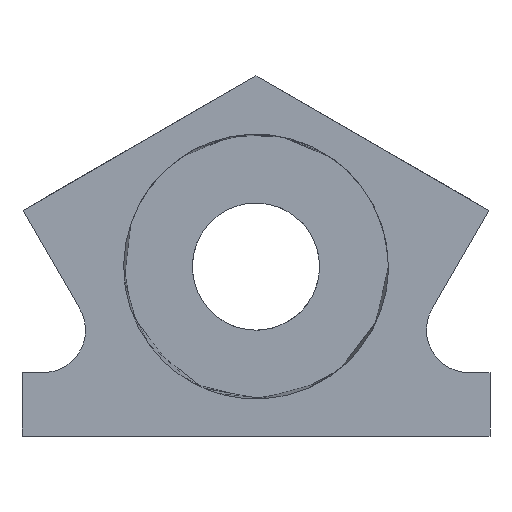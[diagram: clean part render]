
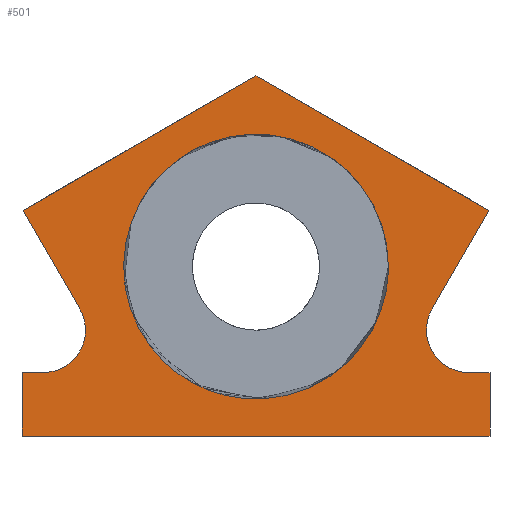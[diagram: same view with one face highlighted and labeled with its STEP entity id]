
A CAD part, front view. The second image highlights one B-rep face of the part: STEP entity #501.
In plain terms, the highlighted free-form (B-spline) face has degree [1, 1] with [2, 2] control points.
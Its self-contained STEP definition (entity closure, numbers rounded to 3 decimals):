
#31 = VERTEX_POINT('',#32);
#32 = CARTESIAN_POINT('',(-13.291,-18.049,
    -9.626));
#37 = EDGE_CURVE('',#38,#31,#40,.T.);
#38 = VERTEX_POINT('',#39);
#39 = CARTESIAN_POINT('',(-13.291,-18.049,-6.016
    ));
#40 = B_SPLINE_CURVE_WITH_KNOTS('',1,(#41,#42),.UNSPECIFIED.,.F.,.F.,(2,
    2),(0.,3.),.PIECEWISE_BEZIER_KNOTS.);
#41 = CARTESIAN_POINT('',(-13.291,-18.049,-6.016
    ));
#42 = CARTESIAN_POINT('',(-13.291,-18.049,
    -9.626));
#93 = VERTEX_POINT('',#94);
#94 = CARTESIAN_POINT('',(13.291,-18.049,
    -9.626));
#99 = EDGE_CURVE('',#31,#93,#100,.T.);
#100 = B_SPLINE_CURVE_WITH_KNOTS('',1,(#101,#102),.UNSPECIFIED.,.F.,.F.,
  (2,2),(0.,22.092),.PIECEWISE_BEZIER_KNOTS.);
#101 = CARTESIAN_POINT('',(-13.291,-18.049,
    -9.626));
#102 = CARTESIAN_POINT('',(13.291,-18.049,
    -9.626));
#121 = VERTEX_POINT('',#122);
#122 = CARTESIAN_POINT('',(13.291,-18.049,
    -6.016));
#127 = EDGE_CURVE('',#93,#121,#128,.T.);
#128 = B_SPLINE_CURVE_WITH_KNOTS('',1,(#129,#130),.UNSPECIFIED.,.F.,.F.,
  (2,2),(0.,3.),.PIECEWISE_BEZIER_KNOTS.);
#129 = CARTESIAN_POINT('',(13.291,-18.049,
    -9.626));
#130 = CARTESIAN_POINT('',(13.291,-18.049,
    -6.016));
#149 = VERTEX_POINT('',#150);
#150 = CARTESIAN_POINT('',(12.088,-18.049,
    -6.016));
#155 = EDGE_CURVE('',#121,#149,#156,.T.);
#156 = B_SPLINE_CURVE_WITH_KNOTS('',1,(#157,#158),.UNSPECIFIED.,.F.,.F.,
  (2,2),(0.,1.),.PIECEWISE_BEZIER_KNOTS.);
#157 = CARTESIAN_POINT('',(13.291,-18.049,
    -6.016));
#158 = CARTESIAN_POINT('',(12.088,-18.049,
    -6.016));
#170 = EDGE_CURVE('',#149,#171,#173,.T.);
#171 = VERTEX_POINT('',#172);
#172 = CARTESIAN_POINT('',(10.004,-18.049,
    -2.406));
#173 = ( BOUNDED_CURVE() B_SPLINE_CURVE(2,(#174,#175,#176),
.UNSPECIFIED.,.F.,.F.) B_SPLINE_CURVE_WITH_KNOTS((3,3),(1.571,
3.665),.PIECEWISE_BEZIER_KNOTS.) CURVE() 
GEOMETRIC_REPRESENTATION_ITEM() RATIONAL_B_SPLINE_CURVE((1.,0.5,1.)) 
REPRESENTATION_ITEM('') );
#174 = CARTESIAN_POINT('',(12.088,-18.049,
    -6.016));
#175 = CARTESIAN_POINT('',(7.919,-18.049,-6.016)
  );
#176 = CARTESIAN_POINT('',(10.004,-18.049,
    -2.406));
#209 = VERTEX_POINT('',#210);
#210 = CARTESIAN_POINT('',(13.234,-18.049,
    3.189));
#215 = EDGE_CURVE('',#171,#209,#216,.T.);
#216 = B_SPLINE_CURVE_WITH_KNOTS('',1,(#217,#218),.UNSPECIFIED.,.F.,.F.,
  (2,2),(0.,5.369),.PIECEWISE_BEZIER_KNOTS.);
#217 = CARTESIAN_POINT('',(10.004,-18.049,
    -2.406));
#218 = CARTESIAN_POINT('',(13.234,-18.049,
    3.189));
#307 = VERTEX_POINT('',#308);
#308 = CARTESIAN_POINT('',(0.,-18.049,
    10.829));
#313 = EDGE_CURVE('',#209,#307,#314,.T.);
#314 = B_SPLINE_CURVE_WITH_KNOTS('',1,(#315,#316),.UNSPECIFIED.,.F.,.F.,
  (2,2),(0.,12.7),.PIECEWISE_BEZIER_KNOTS.);
#315 = CARTESIAN_POINT('',(13.234,-18.049,
    3.189));
#316 = CARTESIAN_POINT('',(0.,-18.049,
    10.829));
#405 = VERTEX_POINT('',#406);
#406 = CARTESIAN_POINT('',(-13.234,-18.049,
    3.189));
#411 = EDGE_CURVE('',#307,#405,#412,.T.);
#412 = B_SPLINE_CURVE_WITH_KNOTS('',1,(#413,#414),.UNSPECIFIED.,.F.,.F.,
  (2,2),(0.,12.7),.PIECEWISE_BEZIER_KNOTS.);
#413 = CARTESIAN_POINT('',(0.,-18.049,
    10.829));
#414 = CARTESIAN_POINT('',(-13.234,-18.049,
    3.189));
#433 = VERTEX_POINT('',#434);
#434 = CARTESIAN_POINT('',(-10.004,-18.049,
    -2.406));
#439 = EDGE_CURVE('',#405,#433,#440,.T.);
#440 = B_SPLINE_CURVE_WITH_KNOTS('',1,(#441,#442),.UNSPECIFIED.,.F.,.F.,
  (2,2),(0.,5.369),.PIECEWISE_BEZIER_KNOTS.);
#441 = CARTESIAN_POINT('',(-13.234,-18.049,
    3.189));
#442 = CARTESIAN_POINT('',(-10.004,-18.049,
    -2.406));
#454 = EDGE_CURVE('',#433,#455,#457,.T.);
#455 = VERTEX_POINT('',#456);
#456 = CARTESIAN_POINT('',(-12.088,-18.049,
    -6.016));
#457 = ( BOUNDED_CURVE() B_SPLINE_CURVE(2,(#458,#459,#460),
.UNSPECIFIED.,.F.,.F.) B_SPLINE_CURVE_WITH_KNOTS((3,3),(2.618,
4.712),.PIECEWISE_BEZIER_KNOTS.) CURVE() 
GEOMETRIC_REPRESENTATION_ITEM() RATIONAL_B_SPLINE_CURVE((1.,0.5,1.)) 
REPRESENTATION_ITEM('') );
#458 = CARTESIAN_POINT('',(-10.004,-18.049,
    -2.406));
#459 = CARTESIAN_POINT('',(-7.919,-18.049,-6.016
    ));
#460 = CARTESIAN_POINT('',(-12.088,-18.049,
    -6.016));
#491 = EDGE_CURVE('',#455,#38,#492,.T.);
#492 = B_SPLINE_CURVE_WITH_KNOTS('',1,(#493,#494),.UNSPECIFIED.,.F.,.F.,
  (2,2),(0.,1.),.PIECEWISE_BEZIER_KNOTS.);
#493 = CARTESIAN_POINT('',(-12.088,-18.049,
    -6.016));
#494 = CARTESIAN_POINT('',(-13.291,-18.049,
    -6.016));
#501 = ADVANCED_FACE('',(#502,#516),#529,.F.);
#502 = FACE_BOUND('',#503,.T.);
#503 = EDGE_LOOP('',(#504));
#504 = ORIENTED_EDGE('',*,*,#505,.F.);
#505 = EDGE_CURVE('',#506,#506,#508,.T.);
#506 = VERTEX_POINT('',#507);
#507 = CARTESIAN_POINT('',(7.52,-18.049,
    0.));
#508 = ( BOUNDED_CURVE() B_SPLINE_CURVE(2,(#509,#510,#511,#512,#513,#514
,#515),.UNSPECIFIED.,.T.,.F.) B_SPLINE_CURVE_WITH_KNOTS((1,2,2,2,2,1),(
    -2.094,0.,2.094,4.189,6.283,
8.378),.UNSPECIFIED.) CURVE() GEOMETRIC_REPRESENTATION_ITEM() 
RATIONAL_B_SPLINE_CURVE((1.,0.5,1.,0.5,1.,0.5,1.)) REPRESENTATION_ITEM(
  '') );
#509 = CARTESIAN_POINT('',(7.52,-18.049,
    0.));
#510 = CARTESIAN_POINT('',(7.52,-18.049,
    13.025));
#511 = CARTESIAN_POINT('',(-3.76,-18.049,
    6.513));
#512 = CARTESIAN_POINT('',(-15.04,-18.049,
    0.));
#513 = CARTESIAN_POINT('',(-3.76,-18.049,
    -6.513));
#514 = CARTESIAN_POINT('',(7.52,-18.049,
    -13.025));
#515 = CARTESIAN_POINT('',(7.52,-18.049,
    0.));
#516 = FACE_BOUND('',#517,.T.);
#517 = EDGE_LOOP('',(#518,#519,#520,#521,#522,#523,#524,#525,#526,#527,
    #528));
#518 = ORIENTED_EDGE('',*,*,#37,.T.);
#519 = ORIENTED_EDGE('',*,*,#99,.T.);
#520 = ORIENTED_EDGE('',*,*,#127,.T.);
#521 = ORIENTED_EDGE('',*,*,#155,.T.);
#522 = ORIENTED_EDGE('',*,*,#170,.T.);
#523 = ORIENTED_EDGE('',*,*,#215,.T.);
#524 = ORIENTED_EDGE('',*,*,#313,.T.);
#525 = ORIENTED_EDGE('',*,*,#411,.T.);
#526 = ORIENTED_EDGE('',*,*,#439,.T.);
#527 = ORIENTED_EDGE('',*,*,#454,.T.);
#528 = ORIENTED_EDGE('',*,*,#491,.T.);
#529 = B_SPLINE_SURFACE_WITH_KNOTS('',1,1,(
    (#530,#531)
    ,(#532,#533
    )),.UNSPECIFIED.,.F.,.F.,.F.,(2,2),(2,2),(-5.,12.),(-21.092,
    1.),.PIECEWISE_BEZIER_KNOTS.);
#530 = CARTESIAN_POINT('',(-13.291,-18.049,
    -9.626));
#531 = CARTESIAN_POINT('',(13.291,-18.049,
    -9.626));
#532 = CARTESIAN_POINT('',(-13.291,-18.049,
    10.829));
#533 = CARTESIAN_POINT('',(13.291,-18.049,
    10.829));
